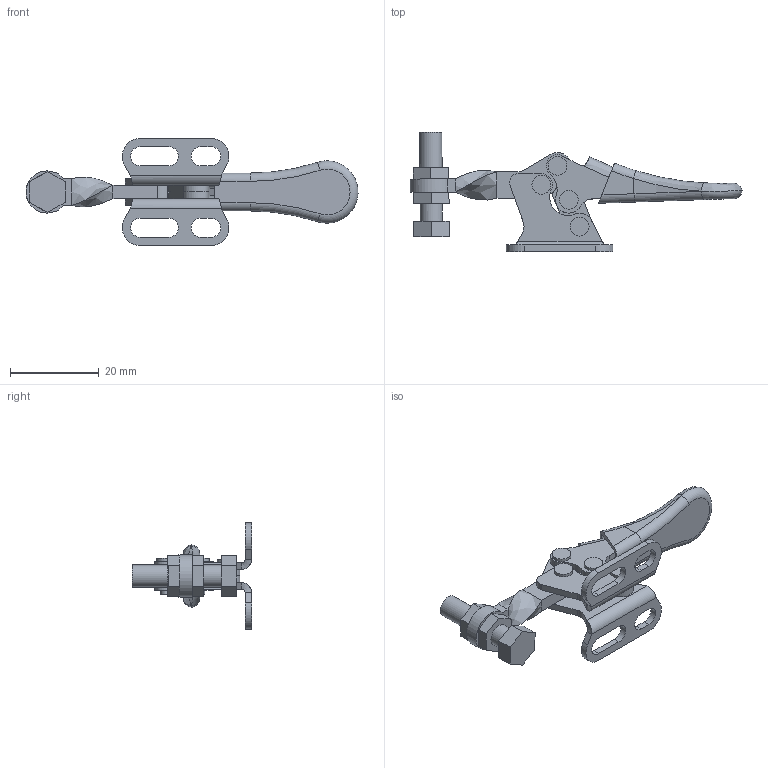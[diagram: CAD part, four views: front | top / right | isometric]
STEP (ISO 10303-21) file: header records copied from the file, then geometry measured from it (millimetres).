
FILE_DESCRIPTION(/* description */ ('Alibre Inc.'),/* implementation_level */ '2;1');
FILE_NAME(/* name */ 'export0',/* time_stamp */ '2012-02-17T12:14:51+01:00',/* author */ (''),/* organization */ (''),/* preprocessor_version */ 'ST-DEVELOPER v12',/* originating_system */ 'Alibre',/* authorisation */ '');
FILE_SCHEMA (('CONFIG_CONTROL_DESIGN'));
Length unit declared in the file: millimetre
Products named in the file (1): ID_1
Bounding box: 74.67 x 26.89 x 24.09 mm (x, y, z)
Volume: 4411.5 mm3; surface area: 7249.8 mm2
Topology: 14 solids, 14 shells, 217 faces, 529 edges, 334 vertices
Faces by surface type: plane 102, cylinder 90, bspline 18, torus 7
Full cylindrical faces by diameter (mm): 2.3 x4, 2.385 x14, 4.25 x4, 5 x4
Entity records: 7693 total; most frequent: CARTESIAN_POINT 2793, ORIENTED_EDGE 988, DIRECTION 878, EDGE_CURVE 494, AXIS2_PLACEMENT_3D 366, VERTEX_POINT 325, EDGE_LOOP 291, FACE_BOUND 291
